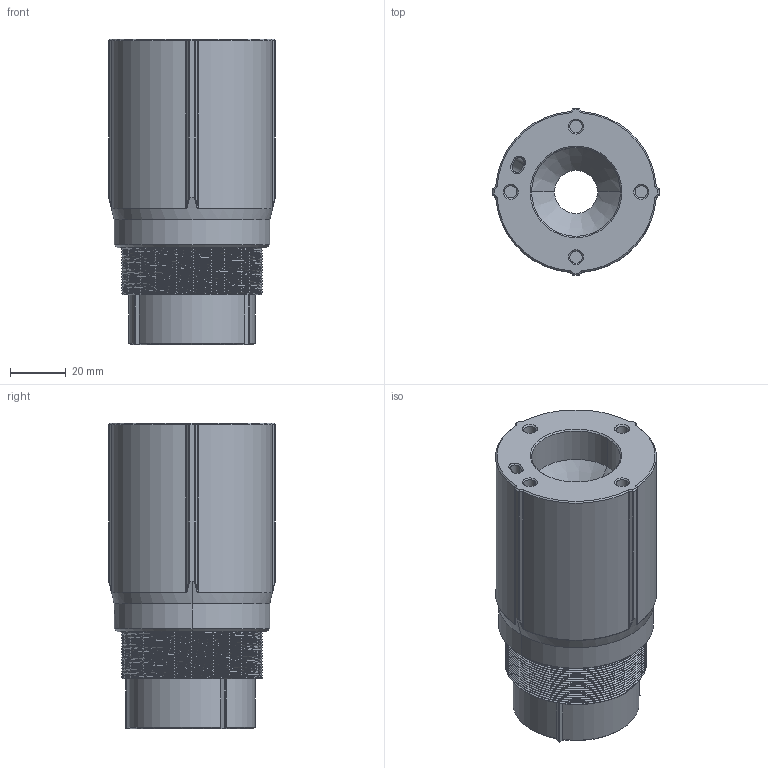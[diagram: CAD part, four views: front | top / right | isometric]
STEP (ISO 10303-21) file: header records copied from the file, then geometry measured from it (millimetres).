
FILE_DESCRIPTION (( 'STEP AP214' ), '1' );
FILE_NAME ('rear_183mm.STEP', '2024-02-27T14:15:02', ( '' ), ( '' ), 'SwSTEP 2.0', 'SolidWorks 2024', '' );
FILE_SCHEMA (( 'AUTOMOTIVE_DESIGN' ));
Length unit declared in the file: millimetre
Products named in the file (1): rear_183mm
Bounding box: 60 x 60 x 110 mm (x, y, z)
Volume: 82777.7 mm3; surface area: 49591.8 mm2
Topology: 1 solids, 1 shells, 296 faces, 760 edges, 467 vertices
Faces by surface type: cylinder 98, cone 72, plane 72, bspline 38, sphere 12, torus 4
Entity records: 12703 total; most frequent: CARTESIAN_POINT 6047, ORIENTED_EDGE 1504, DIRECTION 1268, EDGE_CURVE 752, AXIS2_PLACEMENT_3D 494, VERTEX_POINT 467, EDGE_LOOP 311, ADVANCED_FACE 296
